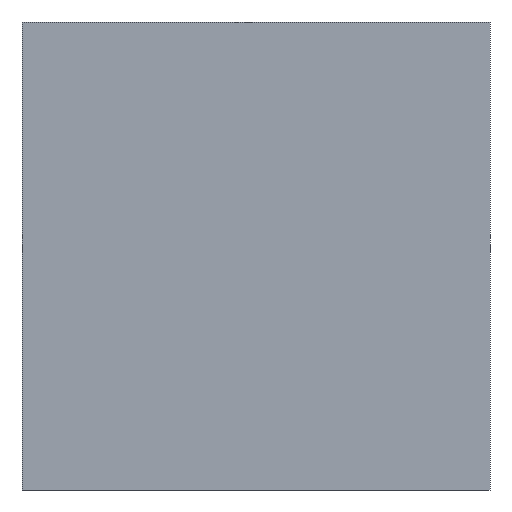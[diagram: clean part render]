
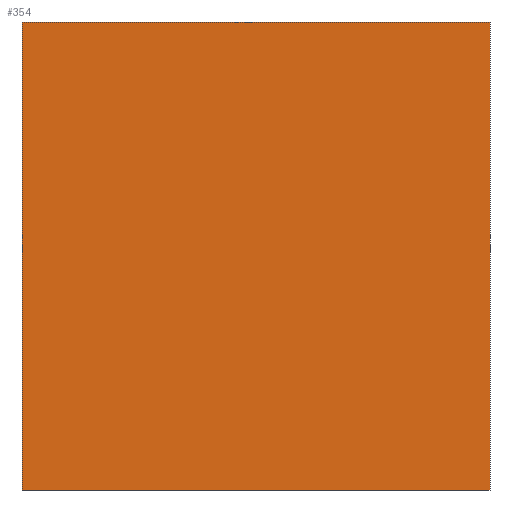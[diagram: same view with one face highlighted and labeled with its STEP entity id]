
A CAD part, front view. The second image highlights one B-rep face of the part: STEP entity #354.
In plain terms, the highlighted planar face has unit normal (0, -1, 0).
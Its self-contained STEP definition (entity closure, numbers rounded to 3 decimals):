
#28=FACE_OUTER_BOUND('',#46,.T.);
#46=EDGE_LOOP('',(#291,#292,#293,#294));
#90=LINE('',#567,#138);
#91=LINE('',#570,#139);
#92=LINE('',#572,#140);
#93=LINE('',#573,#141);
#138=VECTOR('',#467,10.);
#139=VECTOR('',#470,10.);
#140=VECTOR('',#471,10.);
#141=VECTOR('',#472,10.);
#173=VERTEX_POINT('',#563);
#174=VERTEX_POINT('',#565);
#175=VERTEX_POINT('',#569);
#176=VERTEX_POINT('',#571);
#218=EDGE_CURVE('',#173,#174,#90,.T.);
#219=EDGE_CURVE('',#175,#173,#91,.T.);
#220=EDGE_CURVE('',#176,#174,#92,.T.);
#221=EDGE_CURVE('',#175,#176,#93,.T.);
#291=ORIENTED_EDGE('',*,*,#219,.T.);
#292=ORIENTED_EDGE('',*,*,#218,.T.);
#293=ORIENTED_EDGE('',*,*,#220,.F.);
#294=ORIENTED_EDGE('',*,*,#221,.F.);
#336=PLANE('',#395);
#354=ADVANCED_FACE('',(#28),#336,.T.);
#395=AXIS2_PLACEMENT_3D('',#568,#468,#469);
#467=DIRECTION('',(0.,0.,1.));
#468=DIRECTION('center_axis',(0.,-1.,0.));
#469=DIRECTION('ref_axis',(1.,0.,0.));
#470=DIRECTION('',(1.,0.,0.));
#471=DIRECTION('',(1.,0.,0.));
#472=DIRECTION('',(0.,0.,1.));
#563=CARTESIAN_POINT('',(100.,0.,0.));
#565=CARTESIAN_POINT('',(100.,0.,100.));
#567=CARTESIAN_POINT('',(100.,0.,0.));
#568=CARTESIAN_POINT('Origin',(0.,0.,0.));
#569=CARTESIAN_POINT('',(0.,0.,0.));
#570=CARTESIAN_POINT('',(0.,0.,0.));
#571=CARTESIAN_POINT('',(0.,0.,100.));
#572=CARTESIAN_POINT('',(0.,0.,100.));
#573=CARTESIAN_POINT('',(0.,0.,0.));
